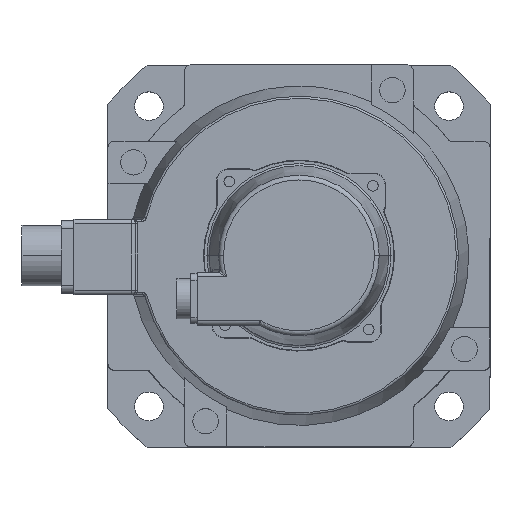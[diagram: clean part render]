
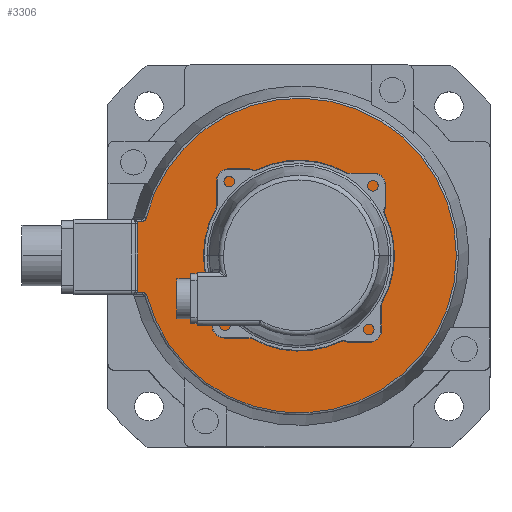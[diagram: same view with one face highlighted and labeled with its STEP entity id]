
A CAD part, top view. The second image highlights one B-rep face of the part: STEP entity #3306.
In plain terms, the highlighted face is planar.
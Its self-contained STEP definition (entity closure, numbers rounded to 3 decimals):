
#64 = DIRECTION ( 'NONE',  ( 0., 0., -1. ) ) ;
#688 = CIRCLE ( 'NONE', #4032, 3. ) ;
#785 = ORIENTED_EDGE ( 'NONE', *, *, #1130, .T. ) ;
#995 = DIRECTION ( 'NONE',  ( -1., 0., 0. ) ) ;
#1130 = EDGE_CURVE ( 'NONE', #11115, #3982, #4769, .T. ) ;
#1197 = DIRECTION ( 'NONE',  ( -1., 0., 0. ) ) ;
#1889 = CARTESIAN_POINT ( 'NONE',  ( 79., 15.065, -28. ) ) ;
#1943 = CARTESIAN_POINT ( 'NONE',  ( 71.854, -18.515, -28. ) ) ;
#2029 = CARTESIAN_POINT ( 'NONE',  ( 72.808, -17.612, -28. ) ) ;
#2348 = CARTESIAN_POINT ( 'NONE',  ( 74.022, 16.065, -28. ) ) ;
#2425 = CARTESIAN_POINT ( 'NONE',  ( 76., 15.065, -28. ) ) ;
#2614 = VERTEX_POINT ( 'NONE', #9734 ) ;
#2641 = CARTESIAN_POINT ( 'NONE',  ( 72.189, 17.171, -28. ) ) ;
#2677 = DIRECTION ( 'NONE',  ( 0., 0., -1. ) ) ;
#2742 = B_SPLINE_CURVE_WITH_KNOTS ( 'NONE', 3,
 ( #3954, #9345, #2641, #11644, #4043, #9434, #6855, #4218, #16364, #15051 ),
 .UNSPECIFIED., .F., .F.,
 ( 4, 2, 2, 2, 4 ),
 ( 0., 0.001, 0.001, 0.002, 0.003 ),
 .UNSPECIFIED. ) ;
#2757 = EDGE_CURVE ( 'NONE', #12355, #10341, #16086, .T. ) ;
#2763 = CARTESIAN_POINT ( 'NONE',  ( 0., 0., -28. ) ) ;
#3306 = ADVANCED_FACE ( 'NONE', ( #9319 ), #5175, .T. ) ;
#3347 = CARTESIAN_POINT ( 'NONE',  ( 72.256, -17.984, -28. ) ) ;
#3383 = DIRECTION ( 'NONE',  ( -1., 0., 0. ) ) ;
#3647 = EDGE_CURVE ( 'NONE', #10224, #9204, #16478, .T. ) ;
#3954 = CARTESIAN_POINT ( 'NONE',  ( 72.045, 17.598, -28. ) ) ;
#3982 = VERTEX_POINT ( 'NONE', #6453 ) ;
#4003 = B_SPLINE_CURVE_WITH_KNOTS ( 'NONE', 3,
 ( #16462, #4407, #9792, #2029, #15142, #3347, #12320, #1943, #15319, #12680 ),
 .UNSPECIFIED., .F., .F.,
 ( 4, 2, 2, 2, 4 ),
 ( 0., 0.001, 0.001, 0.002, 0.003 ),
 .UNSPECIFIED. ) ;
#4032 = AXIS2_PLACEMENT_3D ( 'NONE', #17061, #14335, #9214 ) ;
#4043 = CARTESIAN_POINT ( 'NONE',  ( 72.589, 16.628, -28. ) ) ;
#4218 = CARTESIAN_POINT ( 'NONE',  ( 73.574, 16.102, -28. ) ) ;
#4364 = EDGE_CURVE ( 'NONE', #2614, #6293, #2742, .T. ) ;
#4407 = CARTESIAN_POINT ( 'NONE',  ( 73.451, -17.435, -28. ) ) ;
#4769 = LINE ( 'NONE', #14454, #15183 ) ;
#4847 = AXIS2_PLACEMENT_3D ( 'NONE', #1889, #15443, #3383 ) ;
#5028 = ORIENTED_EDGE ( 'NONE', *, *, #4364, .T. ) ;
#5144 = ORIENTED_EDGE ( 'NONE', *, *, #12864, .T. ) ;
#5175 = PLANE ( 'NONE',  #12748 ) ;
#5306 = VERTEX_POINT ( 'NONE', #14118 ) ;
#5532 = EDGE_CURVE ( 'NONE', #10341, #5306, #8916, .T. ) ;
#6293 = VERTEX_POINT ( 'NONE', #2348 ) ;
#6453 = CARTESIAN_POINT ( 'NONE',  ( 73.674, -17.435, -28. ) ) ;
#6551 = CARTESIAN_POINT ( 'NONE',  ( 79., 16.065, -28. ) ) ;
#6855 = CARTESIAN_POINT ( 'NONE',  ( 73.146, 16.247, -28. ) ) ;
#7274 = EDGE_LOOP ( 'NONE', ( #15441, #5144, #785, #13405, #7603, #16948, #5028, #14037, #13807 ) ) ;
#7603 = ORIENTED_EDGE ( 'NONE', *, *, #3647, .T. ) ;
#7763 = AXIS2_PLACEMENT_3D ( 'NONE', #2763, #2677, #1197 ) ;
#8916 = LINE ( 'NONE', #10248, #15156 ) ;
#9204 = VERTEX_POINT ( 'NONE', #15242 ) ;
#9214 = DIRECTION ( 'NONE',  ( -1., 0., 0. ) ) ;
#9227 = CARTESIAN_POINT ( 'NONE',  ( 0., 0., -28. ) ) ;
#9319 = FACE_OUTER_BOUND ( 'NONE', #7274, .T. ) ;
#9345 = CARTESIAN_POINT ( 'NONE',  ( 72.098, 17.378, -28. ) ) ;
#9434 = CARTESIAN_POINT ( 'NONE',  ( 72.948, 16.353, -28. ) ) ;
#9522 = CARTESIAN_POINT ( 'NONE',  ( 76.172, 16.065, -28. ) ) ;
#9549 = DIRECTION ( 'NONE',  ( -1., 0., 0. ) ) ;
#9734 = CARTESIAN_POINT ( 'NONE',  ( 72.045, 17.598, -28. ) ) ;
#9792 = CARTESIAN_POINT ( 'NONE',  ( 73.231, -17.47, -28. ) ) ;
#10151 = DIRECTION ( 'NONE',  ( 0., 0., -1. ) ) ;
#10224 = VERTEX_POINT ( 'NONE', #15643 ) ;
#10248 = CARTESIAN_POINT ( 'NONE',  ( 76., -16.435, -28. ) ) ;
#10341 = VERTEX_POINT ( 'NONE', #2425 ) ;
#10404 = EDGE_CURVE ( 'NONE', #6293, #12355, #12098, .T. ) ;
#10943 = AXIS2_PLACEMENT_3D ( 'NONE', #13410, #10151, #9549 ) ;
#11115 = VERTEX_POINT ( 'NONE', #11169 ) ;
#11169 = CARTESIAN_POINT ( 'NONE',  ( 76.172, -17.435, -28. ) ) ;
#11644 = CARTESIAN_POINT ( 'NONE',  ( 72.436, 16.793, -28. ) ) ;
#11729 = DIRECTION ( 'NONE',  ( 0., -1., 0. ) ) ;
#12098 = LINE ( 'NONE', #6551, #15817 ) ;
#12320 = CARTESIAN_POINT ( 'NONE',  ( 72.104, -18.144, -28. ) ) ;
#12355 = VERTEX_POINT ( 'NONE', #9522 ) ;
#12680 = CARTESIAN_POINT ( 'NONE',  ( 71.706, -18.932, -28. ) ) ;
#12748 = AXIS2_PLACEMENT_3D ( 'NONE', #9227, #64, #14682 ) ;
#12864 = EDGE_CURVE ( 'NONE', #5306, #11115, #688, .T. ) ;
#13405 = ORIENTED_EDGE ( 'NONE', *, *, #15198, .T. ) ;
#13410 = CARTESIAN_POINT ( 'NONE',  ( 0., 0., -28. ) ) ;
#13807 = ORIENTED_EDGE ( 'NONE', *, *, #2757, .T. ) ;
#14037 = ORIENTED_EDGE ( 'NONE', *, *, #10404, .T. ) ;
#14118 = CARTESIAN_POINT ( 'NONE',  ( 76., -16.435, -28. ) ) ;
#14335 = DIRECTION ( 'NONE',  ( 0., 0., 1. ) ) ;
#14454 = CARTESIAN_POINT ( 'NONE',  ( 73.489, -17.435, -28. ) ) ;
#14682 = DIRECTION ( 'NONE',  ( -1., 0., 0. ) ) ;
#15051 = CARTESIAN_POINT ( 'NONE',  ( 74.022, 16.065, -28. ) ) ;
#15142 = CARTESIAN_POINT ( 'NONE',  ( 72.612, -17.714, -28. ) ) ;
#15156 = VECTOR ( 'NONE', #11729, 1000. ) ;
#15183 = VECTOR ( 'NONE', #995, 1000. ) ;
#15198 = EDGE_CURVE ( 'NONE', #3982, #10224, #4003, .T. ) ;
#15242 = CARTESIAN_POINT ( 'NONE',  ( -74.163, 0., -28. ) ) ;
#15319 = CARTESIAN_POINT ( 'NONE',  ( 71.763, -18.716, -28. ) ) ;
#15441 = ORIENTED_EDGE ( 'NONE', *, *, #5532, .T. ) ;
#15443 = DIRECTION ( 'NONE',  ( 0., 0., 1. ) ) ;
#15643 = CARTESIAN_POINT ( 'NONE',  ( 71.706, -18.932, -28. ) ) ;
#15817 = VECTOR ( 'NONE', #17220, 1000. ) ;
#16086 = CIRCLE ( 'NONE', #4847, 3. ) ;
#16157 = EDGE_CURVE ( 'NONE', #9204, #2614, #17407, .T. ) ;
#16364 = CARTESIAN_POINT ( 'NONE',  ( 73.795, 16.065, -28. ) ) ;
#16462 = CARTESIAN_POINT ( 'NONE',  ( 73.674, -17.435, -28. ) ) ;
#16478 = CIRCLE ( 'NONE', #7763, 74.163 ) ;
#16948 = ORIENTED_EDGE ( 'NONE', *, *, #16157, .T. ) ;
#17061 = CARTESIAN_POINT ( 'NONE',  ( 79., -16.435, -28. ) ) ;
#17220 = DIRECTION ( 'NONE',  ( 1., 0., 0. ) ) ;
#17407 = CIRCLE ( 'NONE', #10943, 74.163 ) ;
